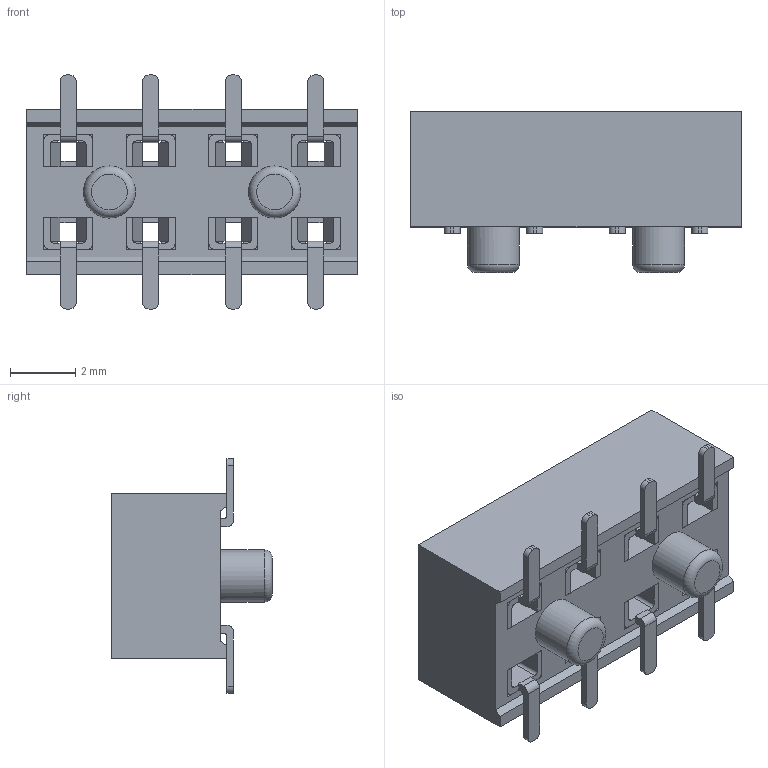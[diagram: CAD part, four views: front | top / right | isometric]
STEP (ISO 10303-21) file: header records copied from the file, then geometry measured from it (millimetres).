
FILE_DESCRIPTION(/* description */ (''),/* implementation_level */ '2;1');
FILE_NAME(/* name */ 'M20-7810445_asm.stp.iam.stp',/* time_stamp */ '2023-05-24T08:18:38+02:00',/* author */ ('mraoul'),/* organization */ (''),/* preprocessor_version */ 'ST-DEVELOPER v19.2',/* originating_system */ 'Autodesk Inventor 2024',/* authorisation */ '');
FILE_SCHEMA (('AUTOMOTIVE_DESIGN { 1 0 10303 214 3 1 1 }'));
Length unit declared in the file: millimetre
Products named in the file (4): M20-7810445_asm.stp; M20-7810445_ASM; M20-78104_MOULD; M20-781_CONTACT
Assembly tree (10 placements, depth 3):
  M20-7810445_asm.stp
    M20-7810445_ASM
      M20-78104_MOULD
      M20-781_CONTACT  x8
Bounding box: 10.16 x 4.95 x 7.2 mm (x, y, z)
Volume: 153.4 mm3; surface area: 463.2 mm2
Topology: 9 solids, 9 shells, 472 faces, 1276 edges, 832 vertices
Faces by surface type: plane 356, cylinder 114, torus 2
Full cylindrical faces by diameter (mm): 1.6 x2
Entity records: 5056 total; most frequent: CARTESIAN_POINT 858, ORIENTED_EDGE 830, DIRECTION 809, EDGE_CURVE 415, LINE 377, VECTOR 377, VERTEX_POINT 265, AXIS2_PLACEMENT_3D 216
